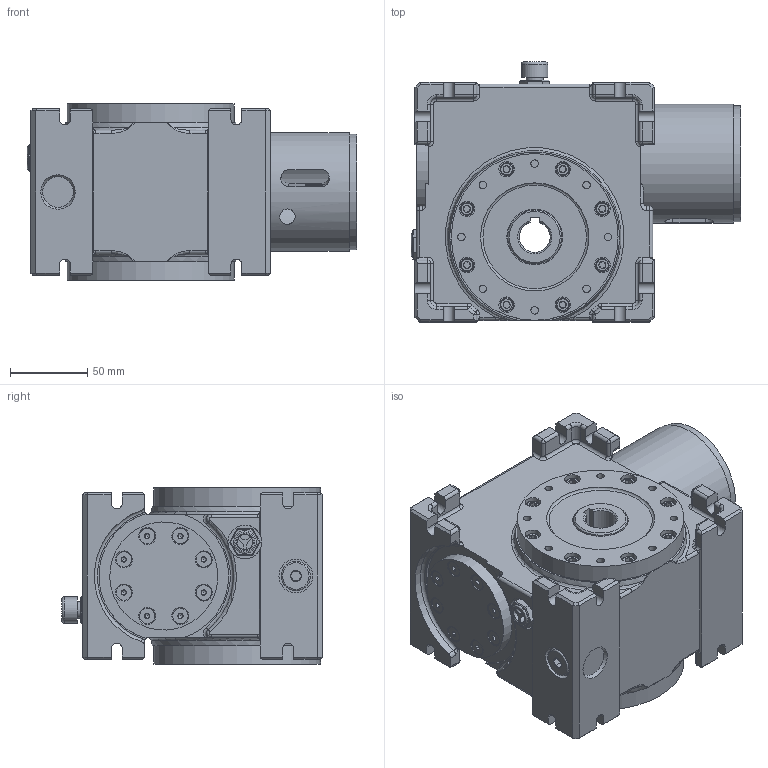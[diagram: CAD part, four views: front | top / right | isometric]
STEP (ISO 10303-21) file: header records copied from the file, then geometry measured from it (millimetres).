
FILE_DESCRIPTION( ( 'Unknown' ), '1' );
FILE_NAME( 'SGA47-1.stp', 'Unknown', ( 'Unknown' ), ( 'Unknown' ), 'PSStep 13.0', 'Unknown', ' ' );
FILE_SCHEMA( ( 'AUTOMOTIVE_DESIGN { 1 0 10303 214 1 1 1 1 }' ) );
Length unit declared in the file: millimetre
Products named in the file (1): Gehaeuse
Bounding box: 213.5 x 168.5 x 114 mm (x, y, z)
Volume: 2299977.4 mm3; surface area: 202196.1 mm2
Topology: 1 solids, 25 shells, 1266 faces, 3078 edges, 1949 vertices
Faces by surface type: plane 595, cylinder 327, cone 179, torus 119, sphere 28, bspline 18
Full cylindrical faces by diameter (mm): 4.019 x8, 4.134 x8, 4.917 x16, 5 x16, 5.5 x31, 8.5 x16, 10 x34, 11 x9, 17 x3, 19 x4, 20 x1, 22 x6, 32 x1, 35 x2, 36 x2, 47.5 x1, 50 x2, 70 x1, 75 x1, 77 x1, 108 x2
Entity records: 52116 total; most frequent: CARTESIAN_POINT 13826, DIRECTION 5998, ORIENTED_EDGE 5342, EDGE_CURVE 2671, AXIS2_PLACEMENT_3D 2322, VERTEX_POINT 1826, EDGE_LOOP 1689, FACE_OUTER_BOUND 1482
